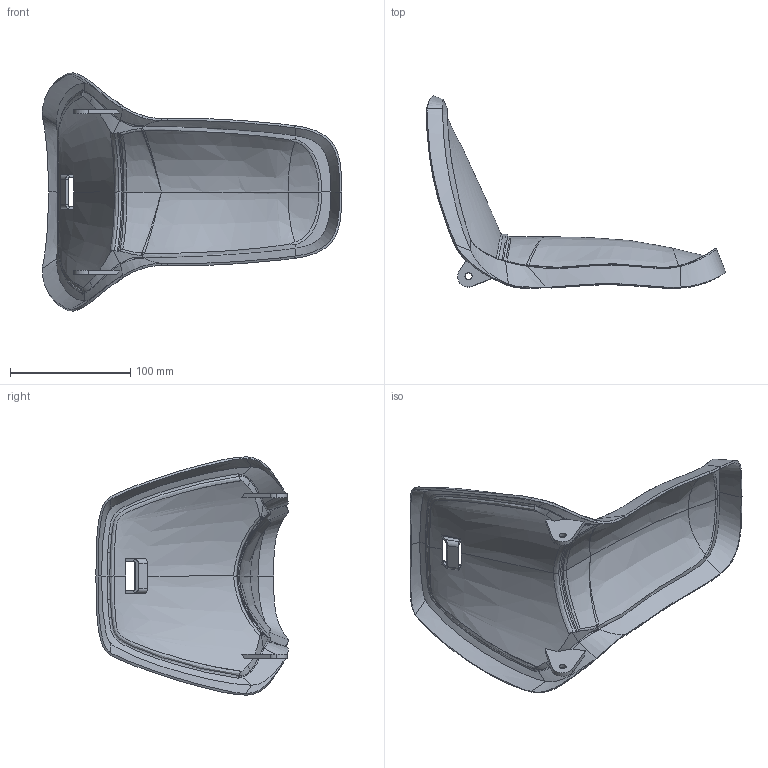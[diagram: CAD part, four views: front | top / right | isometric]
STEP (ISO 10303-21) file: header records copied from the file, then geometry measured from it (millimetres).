
FILE_DESCRIPTION (( 'STEP AP214' ), '1' );
FILE_NAME ('Garde boue moto_revA.STEP', '2021-04-26T19:59:17', ( '' ), ( '' ), 'SwSTEP 2.0', 'SolidWorks 2020', '' );
FILE_SCHEMA (( 'AUTOMOTIVE_DESIGN' ));
Length unit declared in the file: millimetre
Products named in the file (1): Garde boue moto_revA
Bounding box: 248.97 x 159.79 x 198.01 mm (x, y, z)
Volume: 118515.8 mm3; surface area: 118350.7 mm2
Topology: 1 solids, 1 shells, 256 faces, 657 edges, 394 vertices
Faces by surface type: bspline 213, plane 29, cylinder 12, sphere 2
Entity records: 57916 total; most frequent: CARTESIAN_POINT 53512, ORIENTED_EDGE 1304, EDGE_CURVE 652, B_SPLINE_CURVE_WITH_KNOTS 517, VERTEX_POINT 394, EDGE_LOOP 260, DIRECTION 259, FACE_OUTER_BOUND 256
